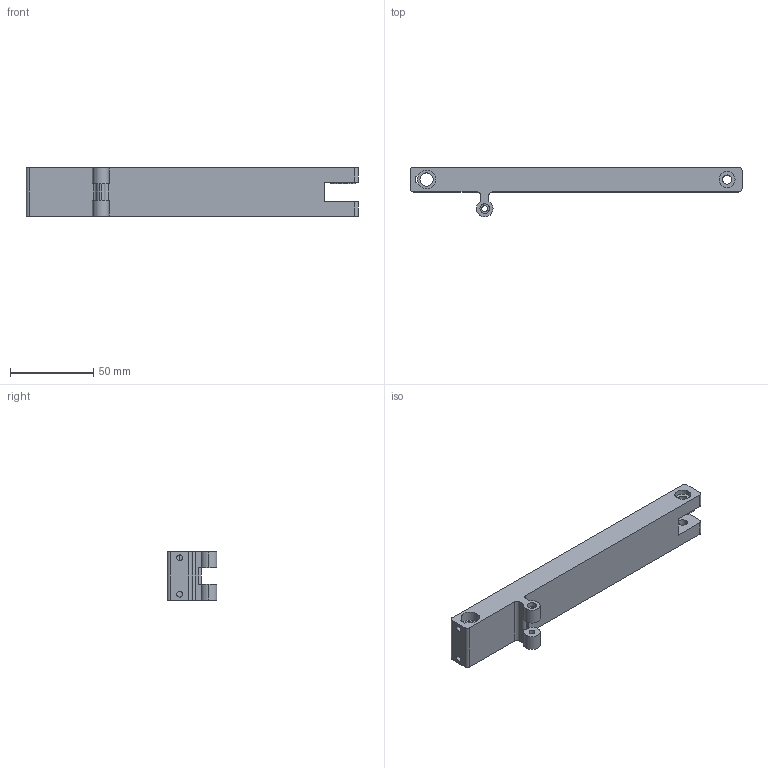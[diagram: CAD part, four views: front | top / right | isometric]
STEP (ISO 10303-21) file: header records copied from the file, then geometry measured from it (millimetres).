
FILE_DESCRIPTION (( 'STEP AP203' ), '1' );
FILE_NAME ('Encoder arm.STEP', '2021-07-31T11:31:07', ( '' ), ( '' ), 'SwSTEP 2.0', 'SolidWorks 2020', '' );
FILE_SCHEMA (( 'CONFIG_CONTROL_DESIGN' ));
Length unit declared in the file: millimetre
Products named in the file (1): Encoder arm
Bounding box: 200 x 30 x 29 mm (x, y, z)
Volume: 82296.7 mm3; surface area: 21140.6 mm2
Topology: 1 solids, 1 shells, 79 faces, 213 edges, 140 vertices
Faces by surface type: cylinder 41, plane 38
Entity records: 2612 total; most frequent: DIRECTION 457, CARTESIAN_POINT 433, ORIENTED_EDGE 426, EDGE_CURVE 213, AXIS2_PLACEMENT_3D 164, VERTEX_POINT 140, LINE 129, VECTOR 129
